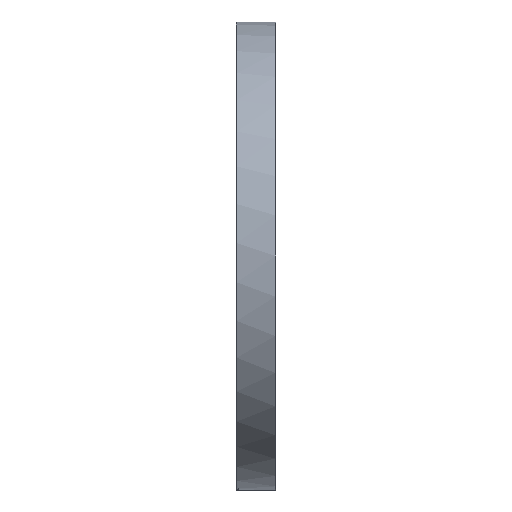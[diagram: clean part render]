
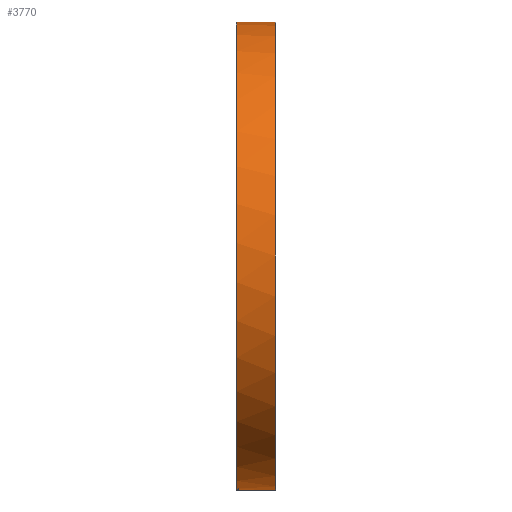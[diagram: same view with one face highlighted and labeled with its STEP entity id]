
A CAD part, left-side view. The second image highlights one B-rep face of the part: STEP entity #3770.
In plain terms, the highlighted cylindrical face has radius 153 mm (diameter 306 mm), a partial arc.
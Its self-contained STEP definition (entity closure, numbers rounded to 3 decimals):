
#40 = CARTESIAN_POINT ( 'NONE',  ( 0., 0., 153. ) ) ;
#137 = ORIENTED_EDGE ( 'NONE', *, *, #4085, .T. ) ;
#286 = CYLINDRICAL_SURFACE ( 'NONE', #2830, 153. ) ;
#294 = VECTOR ( 'NONE', #3493, 1000. ) ;
#469 = CARTESIAN_POINT ( 'NONE',  ( 0., 0., 0. ) ) ;
#497 = LINE ( 'NONE', #955, #4557 ) ;
#897 = VERTEX_POINT ( 'NONE', #5700 ) ;
#955 = CARTESIAN_POINT ( 'NONE',  ( -13.005, 0., -152.446 ) ) ;
#985 = VERTEX_POINT ( 'NONE', #5242 ) ;
#1010 = VERTEX_POINT ( 'NONE', #4728 ) ;
#1147 = VERTEX_POINT ( 'NONE', #4524 ) ;
#1155 = VERTEX_POINT ( 'NONE', #6080 ) ;
#1195 = EDGE_CURVE ( 'NONE', #6104, #985, #4360, .T. ) ;
#1365 = CIRCLE ( 'NONE', #4863, 153. ) ;
#1388 = ORIENTED_EDGE ( 'NONE', *, *, #3212, .T. ) ;
#1502 = DIRECTION ( 'NONE',  ( 0., 1., 0. ) ) ;
#1715 = CARTESIAN_POINT ( 'NONE',  ( 0., 25.6, 0. ) ) ;
#1957 = LINE ( 'NONE', #2434, #2301 ) ;
#2062 = DIRECTION ( 'NONE',  ( 0., -1., 0. ) ) ;
#2258 = DIRECTION ( 'NONE',  ( 0., 0., -1. ) ) ;
#2301 = VECTOR ( 'NONE', #2410, 1000. ) ;
#2410 = DIRECTION ( 'NONE',  ( 0., -1., 0. ) ) ;
#2434 = CARTESIAN_POINT ( 'NONE',  ( 0., 0., -153. ) ) ;
#2476 = DIRECTION ( 'NONE',  ( 0., -1., 0. ) ) ;
#2830 = AXIS2_PLACEMENT_3D ( 'NONE', #469, #2062, #4177 ) ;
#2833 = DIRECTION ( 'NONE',  ( 0., 1., 0. ) ) ;
#2864 = CARTESIAN_POINT ( 'NONE',  ( 0., 26., 0. ) ) ;
#2889 = LINE ( 'NONE', #40, #3054 ) ;
#2930 = CIRCLE ( 'NONE', #4092, 153. ) ;
#2972 = ORIENTED_EDGE ( 'NONE', *, *, #3612, .T. ) ;
#3054 = VECTOR ( 'NONE', #3760, 1000. ) ;
#3212 = EDGE_CURVE ( 'NONE', #985, #1010, #5866, .T. ) ;
#3396 = DIRECTION ( 'NONE',  ( 0., 0., -1. ) ) ;
#3408 = CIRCLE ( 'NONE', #6679, 153. ) ;
#3442 = EDGE_CURVE ( 'NONE', #1147, #6467, #1365, .T. ) ;
#3493 = DIRECTION ( 'NONE',  ( 0., -1., 0. ) ) ;
#3611 = FACE_OUTER_BOUND ( 'NONE', #3887, .T. ) ;
#3612 = EDGE_CURVE ( 'NONE', #1155, #1147, #1957, .T. ) ;
#3760 = DIRECTION ( 'NONE',  ( 0., -1., 0. ) ) ;
#3770 = ADVANCED_FACE ( 'NONE', ( #3611 ), #286, .T. ) ;
#3887 = EDGE_LOOP ( 'NONE', ( #4034, #5459, #6866, #1388, #4210, #137, #2972, #4374 ) ) ;
#3920 = AXIS2_PLACEMENT_3D ( 'NONE', #5639, #2476, #6164 ) ;
#4034 = ORIENTED_EDGE ( 'NONE', *, *, #6360, .F. ) ;
#4085 = EDGE_CURVE ( 'NONE', #5252, #1155, #2930, .T. ) ;
#4092 = AXIS2_PLACEMENT_3D ( 'NONE', #2864, #6562, #3396 ) ;
#4177 = DIRECTION ( 'NONE',  ( 0., 0., -1. ) ) ;
#4210 = ORIENTED_EDGE ( 'NONE', *, *, #5197, .T. ) ;
#4360 = LINE ( 'NONE', #6673, #294 ) ;
#4374 = ORIENTED_EDGE ( 'NONE', *, *, #3442, .T. ) ;
#4381 = CARTESIAN_POINT ( 'NONE',  ( 0., 0.4, 153. ) ) ;
#4524 = CARTESIAN_POINT ( 'NONE',  ( 0., 0.4, -153. ) ) ;
#4557 = VECTOR ( 'NONE', #1502, 1000. ) ;
#4728 = CARTESIAN_POINT ( 'NONE',  ( -13.005, 24.5, -152.446 ) ) ;
#4863 = AXIS2_PLACEMENT_3D ( 'NONE', #5999, #2833, #6522 ) ;
#5197 = EDGE_CURVE ( 'NONE', #1010, #5252, #497, .T. ) ;
#5242 = CARTESIAN_POINT ( 'NONE',  ( -16.986, 24.5, -152.054 ) ) ;
#5252 = VERTEX_POINT ( 'NONE', #6314 ) ;
#5371 = EDGE_CURVE ( 'NONE', #897, #6104, #3408, .T. ) ;
#5417 = DIRECTION ( 'NONE',  ( 0., -1., 0. ) ) ;
#5459 = ORIENTED_EDGE ( 'NONE', *, *, #5371, .T. ) ;
#5639 = CARTESIAN_POINT ( 'NONE',  ( 0., 24.5, 0. ) ) ;
#5665 = CARTESIAN_POINT ( 'NONE',  ( -16.986, 25.6, -152.054 ) ) ;
#5700 = CARTESIAN_POINT ( 'NONE',  ( 0., 25.6, 153. ) ) ;
#5866 = CIRCLE ( 'NONE', #3920, 153. ) ;
#5999 = CARTESIAN_POINT ( 'NONE',  ( 0., 0.4, 0. ) ) ;
#6080 = CARTESIAN_POINT ( 'NONE',  ( 0., 26., -153. ) ) ;
#6104 = VERTEX_POINT ( 'NONE', #5665 ) ;
#6164 = DIRECTION ( 'NONE',  ( 0., 0., -1. ) ) ;
#6314 = CARTESIAN_POINT ( 'NONE',  ( -13.005, 26., -152.446 ) ) ;
#6360 = EDGE_CURVE ( 'NONE', #897, #6467, #2889, .T. ) ;
#6467 = VERTEX_POINT ( 'NONE', #4381 ) ;
#6522 = DIRECTION ( 'NONE',  ( 0., 0., 1. ) ) ;
#6562 = DIRECTION ( 'NONE',  ( 0., -1., 0. ) ) ;
#6673 = CARTESIAN_POINT ( 'NONE',  ( -16.986, 0., -152.054 ) ) ;
#6679 = AXIS2_PLACEMENT_3D ( 'NONE', #1715, #5417, #2258 ) ;
#6866 = ORIENTED_EDGE ( 'NONE', *, *, #1195, .T. ) ;
